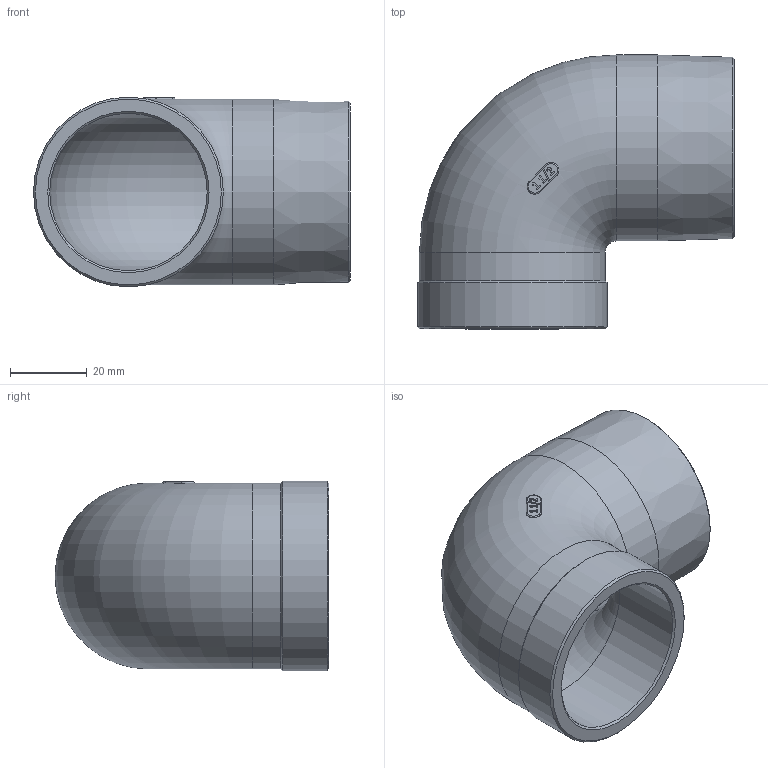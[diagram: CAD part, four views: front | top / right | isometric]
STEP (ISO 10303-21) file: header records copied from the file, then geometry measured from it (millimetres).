
FILE_DESCRIPTION(/* description */ ('Unknown'),/* implementation_level */ '2;1');
FILE_NAME(/* name */ 'R-304-DN40',/* time_stamp */ '2020-10-06T15:42:26+08:00',/* author */ ('Unknown'),/* organization */ ('Unknown'),/* preprocessor_version */ 'ST-DEVELOPER v16.7',/* originating_system */ 'DEX',/* authorisation */ $);
FILE_SCHEMA (('AUTOMOTIVE_DESIGN {1 0 10303 214 3 1 1}'));
Length unit declared in the file: millimetre
Products named in the file (1): R-304-DN40
Bounding box: 82.35 x 71.15 x 49.3 mm (x, y, z)
Volume: 48192.8 mm3; surface area: 27012.7 mm2
Topology: 1 solids, 1 shells, 80 faces, 209 edges, 135 vertices
Faces by surface type: bspline 31, plane 29, cylinder 11, cone 5, torus 4
Full cylindrical faces by diameter (mm): 40.9 x2, 48.3 x2, 49.3 x1
Entity records: 2789 total; most frequent: CARTESIAN_POINT 1083, ORIENTED_EDGE 382, DIRECTION 247, EDGE_CURVE 191, VERTEX_POINT 130, LINE 99, VECTOR 99, EDGE_LOOP 99
